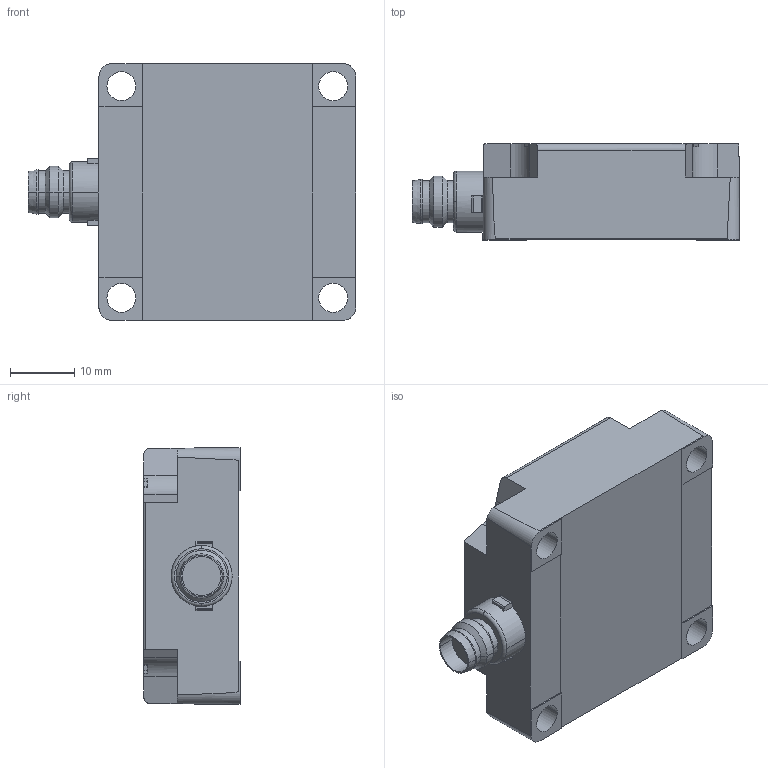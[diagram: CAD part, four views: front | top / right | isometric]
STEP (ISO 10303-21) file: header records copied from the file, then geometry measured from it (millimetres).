
FILE_DESCRIPTION(('STEP AP242'),'1');
FILE_NAME('sensor_xs7c1a1dam8.stp','2020-09-22T07:49:45',('TraceParts'),('TraceParts S.A.'),'Spatial InterOp 3D',' ',' ');
FILE_SCHEMA(('AP242_MANAGED_MODEL_BASED_3D_ENGINEERING_MIM_LF {1 0 10303 442 1 1 4}'));
Length unit declared in the file: millimetre
Products named in the file (1): sensor_xs7c1a1dam8
Bounding box: 51 x 15 x 40 mm (x, y, z)
Volume: 22281.7 mm3; surface area: 6313.6 mm2
Topology: 1 solids, 1 shells, 154 faces, 420 edges, 275 vertices
Faces by surface type: plane 92, cylinder 52, cone 8, torus 2
Entity records: 4897 total; most frequent: CARTESIAN_POINT 866, DIRECTION 852, ORIENTED_EDGE 840, EDGE_CURVE 420, AXIS2_PLACEMENT_3D 285, LINE 282, VECTOR 282, VERTEX_POINT 275
